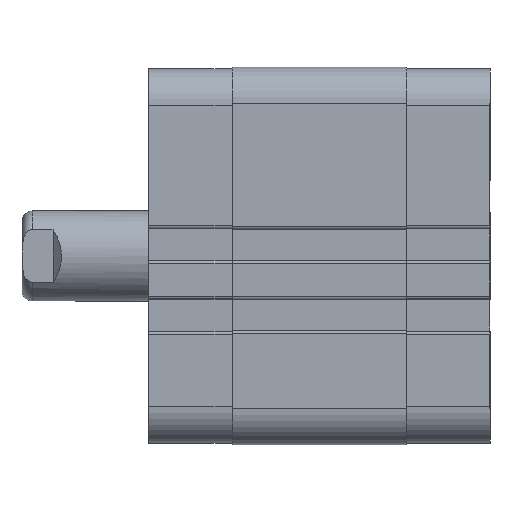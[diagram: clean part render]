
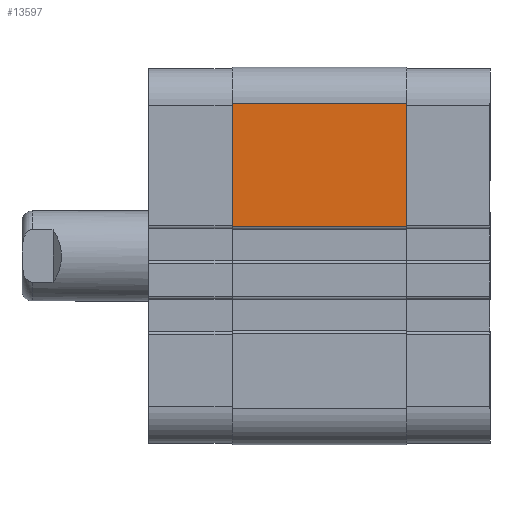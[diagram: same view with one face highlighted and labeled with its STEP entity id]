
A CAD part, left-side view. The second image highlights one B-rep face of the part: STEP entity #13597.
In plain terms, the highlighted planar face has unit normal (-1, 0, 0).
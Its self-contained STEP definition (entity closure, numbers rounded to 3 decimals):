
#9060=CARTESIAN_POINT('',(-33.5,15.5,5.25));
#9061=VERTEX_POINT('',#9060);
#9069=CARTESIAN_POINT('',(-33.5,15.5,27.));
#9070=VERTEX_POINT('',#9069);
#9071=CARTESIAN_POINT('',(-33.5,15.5,27.));
#9072=DIRECTION('',(0.0,0.0,-1.0));
#9073=VECTOR('',#9072,21.75);
#9074=LINE('',#9071,#9073);
#9075=EDGE_CURVE('',#9070,#9061,#9074,.T.);
#12707=CARTESIAN_POINT('',(-33.5,-15.5,27.));
#12708=VERTEX_POINT('',#12707);
#12716=CARTESIAN_POINT('',(-33.5,-15.5,5.25));
#12717=VERTEX_POINT('',#12716);
#12718=CARTESIAN_POINT('',(-33.5,-15.5,5.25));
#12719=DIRECTION('',(0.0,0.0,1.0));
#12720=VECTOR('',#12719,21.75);
#12721=LINE('',#12718,#12720);
#12722=EDGE_CURVE('',#12717,#12708,#12721,.T.);
#13570=CARTESIAN_POINT('',(-33.5,15.5,27.));
#13571=DIRECTION('',(0.0,-1.0,0.0));
#13572=VECTOR('',#13571,31.0);
#13573=LINE('',#13570,#13572);
#13574=EDGE_CURVE('',#9070,#12708,#13573,.T.);
#13581=CARTESIAN_POINT('',(-33.5,0.0,27.));
#13582=DIRECTION('',(-1.0,0.0,0.0));
#13583=DIRECTION('',(0.0,0.0,1.0));
#13584=AXIS2_PLACEMENT_3D('',#13581,#13582,#13583);
#13585=PLANE('',#13584);
#13586=ORIENTED_EDGE('',*,*,#9075,.T.);
#13587=CARTESIAN_POINT('',(-33.5,15.5,5.25));
#13588=DIRECTION('',(0.0,-1.0,0.0));
#13589=VECTOR('',#13588,31.0);
#13590=LINE('',#13587,#13589);
#13591=EDGE_CURVE('',#9061,#12717,#13590,.T.);
#13592=ORIENTED_EDGE('',*,*,#13591,.T.);
#13593=ORIENTED_EDGE('',*,*,#12722,.T.);
#13594=ORIENTED_EDGE('',*,*,#13574,.F.);
#13595=EDGE_LOOP('',(#13586,#13592,#13593,#13594));
#13596=FACE_OUTER_BOUND('',#13595,.T.);
#13597=ADVANCED_FACE('',(#13596),#13585,.T.);
